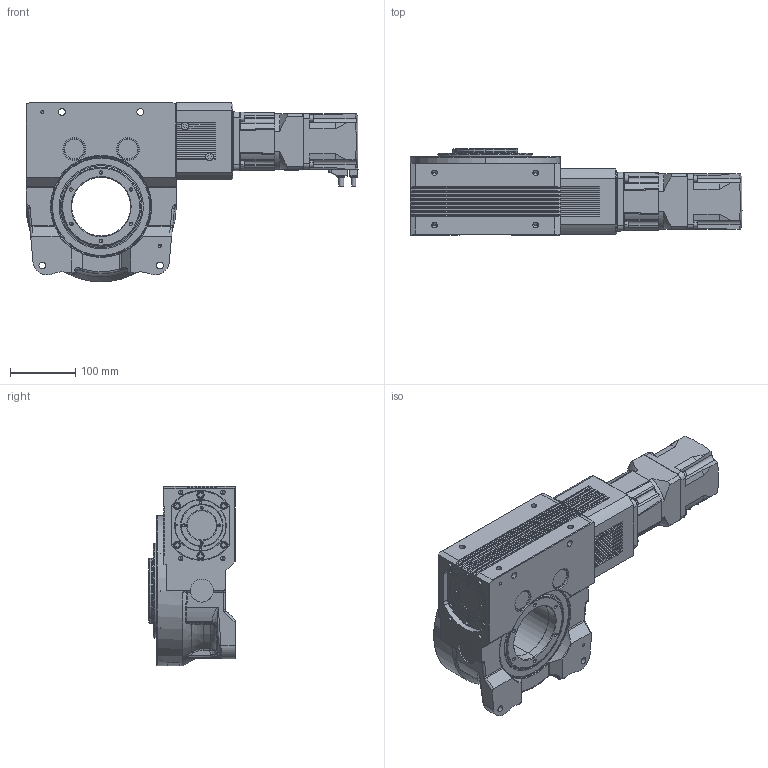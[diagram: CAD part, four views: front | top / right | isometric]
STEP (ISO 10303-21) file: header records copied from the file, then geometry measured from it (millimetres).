
FILE_DESCRIPTION (( 'STEP AP203' ), '1' );
FILE_NAME ('RGV109V4448X000.STEP', '2022-07-13T02:56:35', ( '' ), ( '' ), 'SwSTEP 2.0', 'SolidWorks 2019', '' );
FILE_SCHEMA (( 'CONFIG_CONTROL_DESIGN' ));
Length unit declared in the file: millimetre
Products named in the file (6): RGV100-012_024GT-00_PRT019170; Outside_9810086340_HPN-20A-05-J6AFC-BC3-BL3-OM; B1292; RGV100-減速機ベース_PRT019171; CAP-M6-SC_M6x20; RGV109V4448X000
Assembly tree (12 placements, depth 2):
  RGV109V4448X000
    RGV100-012_024GT-00_PRT019170
    RGV100-減速機ベース_PRT019171
    Outside_9810086340_HPN-20A-05-J6AFC-BC3-BL3-OM
    B1292
    CAP-M6-SC_M6x20  x8
Bounding box: 508.3 x 132 x 275.05 mm (x, y, z)
Volume: 7342554.6 mm3; surface area: 621386.4 mm2
Topology: 14 solids, 14 shells, 2646 faces, 6580 edges, 4086 vertices
Faces by surface type: plane 1110, cylinder 941, cone 395, bspline 129, sphere 37, torus 34
Entity records: 85857 total; most frequent: CARTESIAN_POINT 24974, DIRECTION 12756, ORIENTED_EDGE 12320, EDGE_CURVE 6160, AXIS2_PLACEMENT_3D 4690, VERTEX_POINT 3932, LINE 3376, VECTOR 3376
